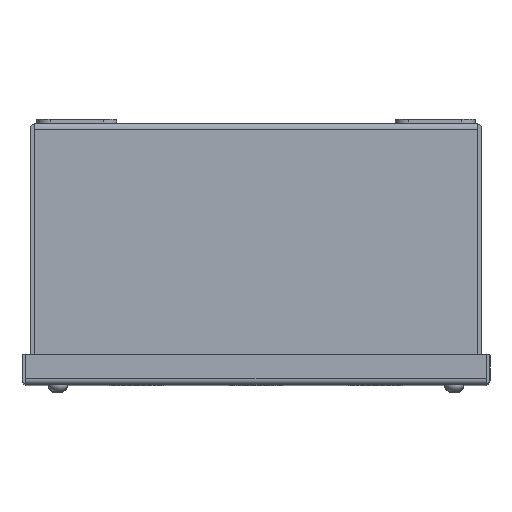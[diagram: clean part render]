
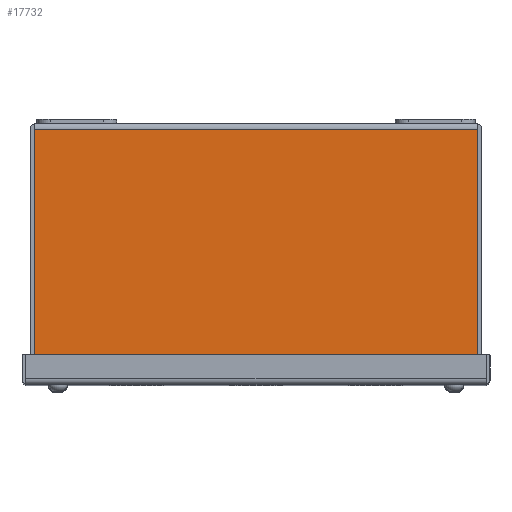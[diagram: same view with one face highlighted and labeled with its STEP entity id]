
A CAD part, top view. The second image highlights one B-rep face of the part: STEP entity #17732.
In plain terms, the highlighted planar face has unit normal (0, 0, 1).
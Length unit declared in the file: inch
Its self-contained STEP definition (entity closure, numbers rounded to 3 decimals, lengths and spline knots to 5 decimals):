
#237 = CARTESIAN_POINT ( 'NONE',  ( 29.156, -4.642, 5.875 ) ) ;
#2397 = FACE_OUTER_BOUND ( 'NONE', #3341, .T. ) ;
#2857 = VECTOR ( 'NONE', #9572, 39.37008 ) ;
#3071 = EDGE_CURVE ( 'NONE', #21638, #28829, #27347, .T. ) ;
#3341 = EDGE_LOOP ( 'NONE', ( #5954, #8399, #11198, #3612 ) ) ;
#3612 = ORIENTED_EDGE ( 'NONE', *, *, #5295, .T. ) ;
#3778 = CARTESIAN_POINT ( 'NONE',  ( 4.17721, -0.108, 5.875 ) ) ;
#5295 = EDGE_CURVE ( 'NONE', #21638, #24558, #12868, .T. ) ;
#5879 = CARTESIAN_POINT ( 'NONE',  ( 4.17721, 39.37008, 5.875 ) ) ;
#5954 = ORIENTED_EDGE ( 'NONE', *, *, #14270, .F. ) ;
#6184 = DIRECTION ( 'NONE',  ( 0., -1., 0. ) ) ;
#7328 = VECTOR ( 'NONE', #6184, 39.37008 ) ;
#7498 = CARTESIAN_POINT ( 'NONE',  ( 29.156, 0., 5.875 ) ) ;
#8399 = ORIENTED_EDGE ( 'NONE', *, *, #25868, .F. ) ;
#8617 = DIRECTION ( 'NONE',  ( 0., -1., 0. ) ) ;
#9405 = DIRECTION ( 'NONE',  ( -1., 0., 0. ) ) ;
#9572 = DIRECTION ( 'NONE',  ( 1., 0., 0. ) ) ;
#10529 = VERTEX_POINT ( 'NONE', #28181 ) ;
#11198 = ORIENTED_EDGE ( 'NONE', *, *, #3071, .F. ) ;
#12868 = LINE ( 'NONE', #17423, #25805 ) ;
#13174 = VECTOR ( 'NONE', #13431, 39.37008 ) ;
#13431 = DIRECTION ( 'NONE',  ( -1., 0., 0. ) ) ;
#14270 = EDGE_CURVE ( 'NONE', #10529, #24558, #24732, .T. ) ;
#16449 = DIRECTION ( 'NONE',  ( 0., 0., -1. ) ) ;
#17423 = CARTESIAN_POINT ( 'NONE',  ( -4.17721, 39.37008, 5.875 ) ) ;
#17732 = ADVANCED_FACE ( 'NONE', ( #2397 ), #20283, .F. ) ;
#18506 = CARTESIAN_POINT ( 'NONE',  ( -4.17721, -4.642, 5.875 ) ) ;
#19668 = LINE ( 'NONE', #5879, #7328 ) ;
#20283 = PLANE ( 'NONE',  #22683 ) ;
#20734 = CARTESIAN_POINT ( 'NONE',  ( -4.142, -0.108, 5.875 ) ) ;
#21638 = VERTEX_POINT ( 'NONE', #28626 ) ;
#22683 = AXIS2_PLACEMENT_3D ( 'NONE', #7498, #16449, #9405 ) ;
#24558 = VERTEX_POINT ( 'NONE', #18506 ) ;
#24732 = LINE ( 'NONE', #237, #13174 ) ;
#25805 = VECTOR ( 'NONE', #8617, 39.37008 ) ;
#25868 = EDGE_CURVE ( 'NONE', #28829, #10529, #19668, .T. ) ;
#27347 = LINE ( 'NONE', #20734, #2857 ) ;
#28181 = CARTESIAN_POINT ( 'NONE',  ( 4.17721, -4.642, 5.875 ) ) ;
#28626 = CARTESIAN_POINT ( 'NONE',  ( -4.17721, -0.108, 5.875 ) ) ;
#28829 = VERTEX_POINT ( 'NONE', #3778 ) ;
